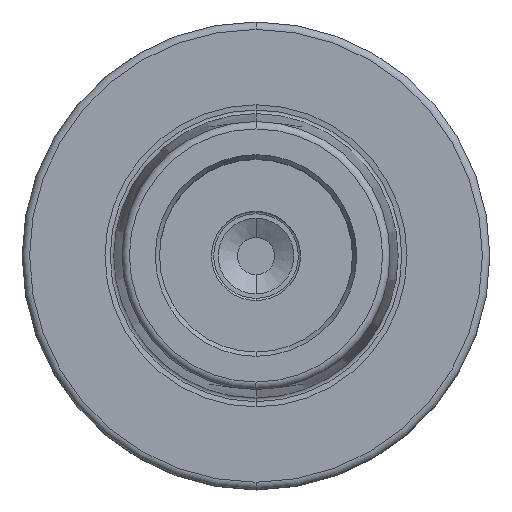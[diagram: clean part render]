
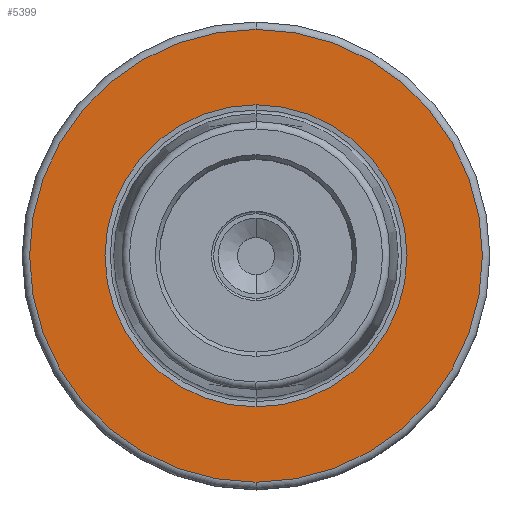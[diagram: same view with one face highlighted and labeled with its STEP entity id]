
A CAD part, top view. The second image highlights one B-rep face of the part: STEP entity #5399.
In plain terms, the highlighted planar face has unit normal (0, 0, 1).
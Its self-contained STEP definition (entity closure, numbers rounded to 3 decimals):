
#1640=CARTESIAN_POINT('',(0,0,26));
#1641=DIRECTION('',(0,0,1));
#1642=DIRECTION('',(0,1,0));
#1643=AXIS2_PLACEMENT_3D('',#1640,#1641,#1642);
#1645=CARTESIAN_POINT('',(0,0,26));
#1646=DIRECTION('',(0,0,1));
#1647=DIRECTION('',(0,-1,0));
#1648=AXIS2_PLACEMENT_3D('',#1645,#1646,#1647);
#1658=CARTESIAN_POINT('',(0,0,26));
#1659=DIRECTION('',(0,0,1));
#1660=DIRECTION('',(0,1,0));
#1661=AXIS2_PLACEMENT_3D('',#1658,#1659,#1660);
#1663=CARTESIAN_POINT('',(0,0,26));
#1664=DIRECTION('',(0,0,-1));
#1665=DIRECTION('',(0,1,0));
#1666=AXIS2_PLACEMENT_3D('',#1663,#1664,#1665);
#2803=CARTESIAN_POINT('',(0,20.344,26));
#2805=VERTEX_POINT('',#2803);
#2833=CARTESIAN_POINT('',(0,-20.344,26));
#2835=VERTEX_POINT('',#2833);
#2879=CARTESIAN_POINT('',(0,30.5,26));
#2880=CARTESIAN_POINT('',(0,-30.5,26));
#2881=VERTEX_POINT('',#2879);
#2882=VERTEX_POINT('',#2880);
#5383=CARTESIAN_POINT('',(0,0,26));
#5384=DIRECTION('',(0,0,-1));
#5385=DIRECTION('',(0,-1,0));
#5386=AXIS2_PLACEMENT_3D('',#5383,#5384,#5385);
#5387=PLANE('',#5386);
#5389=ORIENTED_EDGE('',*,*,#5388,.F.);
#5390=ORIENTED_EDGE('',*,*,#5373,.F.);
#5391=EDGE_LOOP('',(#5389,#5390));
#5392=FACE_OUTER_BOUND('',#5391,.F.);
#5394=ORIENTED_EDGE('',*,*,#5393,.T.);
#5396=ORIENTED_EDGE('',*,*,#5395,.F.);
#5397=EDGE_LOOP('',(#5394,#5396));
#5398=FACE_BOUND('',#5397,.F.);
#5399=ADVANCED_FACE('',(#5392,#5398),#5387,.F.);
#1644=CIRCLE('',#1643,30.5);
#1649=CIRCLE('',#1648,30.5);
#1662=CIRCLE('',#1661,20.344);
#1667=CIRCLE('',#1666,20.344);
#5373=EDGE_CURVE('',#2882,#2881,#1649,.T.);
#5388=EDGE_CURVE('',#2881,#2882,#1644,.T.);
#5393=EDGE_CURVE('',#2805,#2835,#1662,.T.);
#5395=EDGE_CURVE('',#2805,#2835,#1667,.T.);
